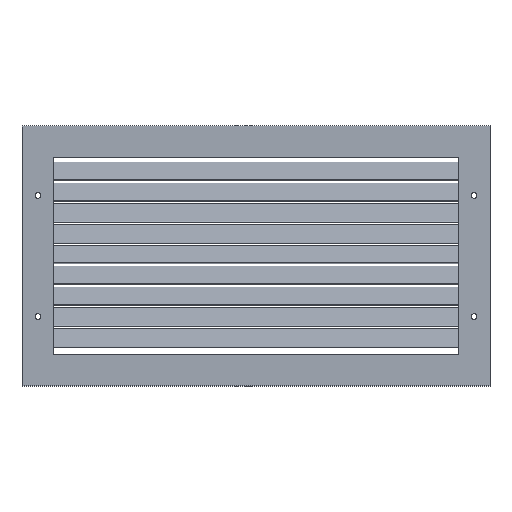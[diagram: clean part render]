
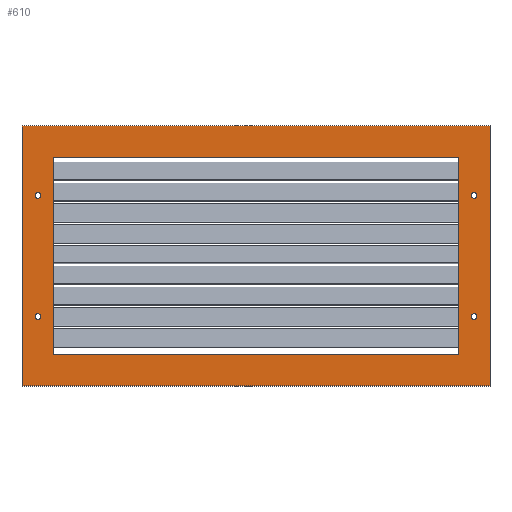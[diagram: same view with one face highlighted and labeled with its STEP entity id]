
A CAD part, top view. The second image highlights one B-rep face of the part: STEP entity #610.
In plain terms, the highlighted planar face has unit normal (0, 0, 1).
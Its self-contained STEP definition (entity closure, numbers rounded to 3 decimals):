
#5 = DIRECTION ( 'NONE',  ( 1., 0., 0. ) ) ;
#19 = EDGE_CURVE ( 'NONE', #93, #1527, #2198, .T. ) ;
#70 = AXIS2_PLACEMENT_3D ( 'NONE', #722, #1664, #5 ) ;
#75 = EDGE_LOOP ( 'NONE', ( #1483, #1063 ) ) ;
#92 = DIRECTION ( 'NONE',  ( 0., 0., 1. ) ) ;
#93 = VERTEX_POINT ( 'NONE', #957 ) ;
#115 = EDGE_CURVE ( 'NONE', #432, #1864, #660, .T. ) ;
#172 = DIRECTION ( 'NONE',  ( 1., 0., 0. ) ) ;
#178 = FACE_OUTER_BOUND ( 'NONE', #391, .T. ) ;
#179 = LINE ( 'NONE', #2309, #1217 ) ;
#189 = VERTEX_POINT ( 'NONE', #827 ) ;
#197 = DIRECTION ( 'NONE',  ( 0., -1., 0. ) ) ;
#201 = FACE_BOUND ( 'NONE', #1869, .T. ) ;
#209 = VERTEX_POINT ( 'NONE', #2262 ) ;
#256 = ORIENTED_EDGE ( 'NONE', *, *, #1129, .F. ) ;
#267 = EDGE_CURVE ( 'NONE', #905, #93, #1823, .T. ) ;
#291 = DIRECTION ( 'NONE',  ( 0., 0., 1. ) ) ;
#324 = CARTESIAN_POINT ( 'NONE',  ( 337.5, 187.5, 2. ) ) ;
#329 = DIRECTION ( 'NONE',  ( 1., 0., 0. ) ) ;
#352 = EDGE_CURVE ( 'NONE', #1699, #837, #915, .T. ) ;
#356 = VERTEX_POINT ( 'NONE', #1968 ) ;
#360 = EDGE_CURVE ( 'NONE', #189, #1699, #478, .T. ) ;
#364 = AXIS2_PLACEMENT_3D ( 'NONE', #1350, #291, #1561 ) ;
#391 = EDGE_LOOP ( 'NONE', ( #1108, #707, #487, #1251 ) ) ;
#415 = DIRECTION ( 'NONE',  ( 0., 0., 1. ) ) ;
#432 = VERTEX_POINT ( 'NONE', #748 ) ;
#443 = CARTESIAN_POINT ( 'NONE',  ( 337.5, -187.5, 2. ) ) ;
#478 = LINE ( 'NONE', #684, #950 ) ;
#479 = VECTOR ( 'NONE', #1977, 1000. ) ;
#487 = ORIENTED_EDGE ( 'NONE', *, *, #1167, .T. ) ;
#514 = CARTESIAN_POINT ( 'NONE',  ( -337.5, 187.5, 2. ) ) ;
#516 = DIRECTION ( 'NONE',  ( 0., 0., 1. ) ) ;
#546 = EDGE_CURVE ( 'NONE', #1864, #432, #2239, .T. ) ;
#569 = ORIENTED_EDGE ( 'NONE', *, *, #360, .F. ) ;
#574 = ORIENTED_EDGE ( 'NONE', *, *, #115, .F. ) ;
#586 = AXIS2_PLACEMENT_3D ( 'NONE', #2147, #516, #172 ) ;
#592 = EDGE_CURVE ( 'NONE', #356, #209, #1007, .T. ) ;
#595 = FACE_BOUND ( 'NONE', #75, .T. ) ;
#610 = ADVANCED_FACE ( 'NONE', ( #201, #699, #595, #2290, #178, #1187 ), #2330, .T. ) ;
#614 = AXIS2_PLACEMENT_3D ( 'NONE', #1789, #860, #1435 ) ;
#616 = CARTESIAN_POINT ( 'NONE',  ( 318.7, 87.5, 2. ) ) ;
#649 = LINE ( 'NONE', #1859, #2184 ) ;
#653 = VERTEX_POINT ( 'NONE', #863 ) ;
#660 = CIRCLE ( 'NONE', #1807, 4.2 ) ;
#661 = CARTESIAN_POINT ( 'NONE',  ( 314.5, -87.5, 2. ) ) ;
#680 = CARTESIAN_POINT ( 'NONE',  ( 310.3, 87.5, 2. ) ) ;
#681 = VERTEX_POINT ( 'NONE', #1994 ) ;
#682 = EDGE_CURVE ( 'NONE', #1053, #189, #1500, .T. ) ;
#684 = CARTESIAN_POINT ( 'NONE',  ( -292.5, -142.5, 2. ) ) ;
#699 = FACE_BOUND ( 'NONE', #1402, .T. ) ;
#707 = ORIENTED_EDGE ( 'NONE', *, *, #19, .T. ) ;
#712 = ORIENTED_EDGE ( 'NONE', *, *, #2281, .F. ) ;
#722 = CARTESIAN_POINT ( 'NONE',  ( -314.5, 87.5, 2. ) ) ;
#741 = CARTESIAN_POINT ( 'NONE',  ( -292.5, 142.5, 2. ) ) ;
#748 = CARTESIAN_POINT ( 'NONE',  ( 310.3, -87.5, 2. ) ) ;
#827 = CARTESIAN_POINT ( 'NONE',  ( -292.5, -142.5, 2. ) ) ;
#832 = DIRECTION ( 'NONE',  ( 0., 0., 1. ) ) ;
#837 = VERTEX_POINT ( 'NONE', #2034 ) ;
#853 = ORIENTED_EDGE ( 'NONE', *, *, #682, .F. ) ;
#857 = DIRECTION ( 'NONE',  ( 0., 1., 0. ) ) ;
#860 = DIRECTION ( 'NONE',  ( 0., 0., 1. ) ) ;
#863 = CARTESIAN_POINT ( 'NONE',  ( -310.3, 87.5, 2. ) ) ;
#866 = EDGE_CURVE ( 'NONE', #2195, #905, #649, .T. ) ;
#876 = EDGE_CURVE ( 'NONE', #2250, #1543, #1505, .T. ) ;
#896 = ORIENTED_EDGE ( 'NONE', *, *, #876, .F. ) ;
#905 = VERTEX_POINT ( 'NONE', #443 ) ;
#915 = LINE ( 'NONE', #1776, #1480 ) ;
#937 = DIRECTION ( 'NONE',  ( 1., 0., 0. ) ) ;
#950 = VECTOR ( 'NONE', #1488, 1000. ) ;
#957 = CARTESIAN_POINT ( 'NONE',  ( 337.5, 187.5, 2. ) ) ;
#974 = CIRCLE ( 'NONE', #70, 4.2 ) ;
#1007 = CIRCLE ( 'NONE', #586, 4.2 ) ;
#1040 = CARTESIAN_POINT ( 'NONE',  ( -337.5, 187.5, 2. ) ) ;
#1050 = ORIENTED_EDGE ( 'NONE', *, *, #1451, .F. ) ;
#1053 = VERTEX_POINT ( 'NONE', #1191 ) ;
#1063 = ORIENTED_EDGE ( 'NONE', *, *, #1355, .F. ) ;
#1108 = ORIENTED_EDGE ( 'NONE', *, *, #267, .T. ) ;
#1111 = AXIS2_PLACEMENT_3D ( 'NONE', #661, #832, #2113 ) ;
#1127 = CIRCLE ( 'NONE', #364, 4.2 ) ;
#1129 = EDGE_CURVE ( 'NONE', #653, #681, #2240, .T. ) ;
#1147 = CARTESIAN_POINT ( 'NONE',  ( 314.5, -87.5, 2. ) ) ;
#1167 = EDGE_CURVE ( 'NONE', #1527, #2195, #1222, .T. ) ;
#1187 = FACE_BOUND ( 'NONE', #1254, .T. ) ;
#1191 = CARTESIAN_POINT ( 'NONE',  ( -292.5, 142.5, 2. ) ) ;
#1217 = VECTOR ( 'NONE', #1758, 1000. ) ;
#1222 = LINE ( 'NONE', #514, #479 ) ;
#1232 = AXIS2_PLACEMENT_3D ( 'NONE', #1368, #2102, #2238 ) ;
#1249 = DIRECTION ( 'NONE',  ( 0., 1., 0. ) ) ;
#1250 = ORIENTED_EDGE ( 'NONE', *, *, #546, .F. ) ;
#1251 = ORIENTED_EDGE ( 'NONE', *, *, #866, .T. ) ;
#1254 = EDGE_LOOP ( 'NONE', ( #569, #853, #1050, #2123 ) ) ;
#1286 = AXIS2_PLACEMENT_3D ( 'NONE', #1341, #92, #1930 ) ;
#1316 = EDGE_CURVE ( 'NONE', #1543, #2250, #1386, .T. ) ;
#1319 = DIRECTION ( 'NONE',  ( 1., 0., 0. ) ) ;
#1329 = VECTOR ( 'NONE', #1249, 1000. ) ;
#1341 = CARTESIAN_POINT ( 'NONE',  ( 314.5, 87.5, 2. ) ) ;
#1350 = CARTESIAN_POINT ( 'NONE',  ( -314.5, -87.5, 2. ) ) ;
#1355 = EDGE_CURVE ( 'NONE', #209, #356, #1127, .T. ) ;
#1368 = CARTESIAN_POINT ( 'NONE',  ( 314.5, 87.5, 2. ) ) ;
#1386 = CIRCLE ( 'NONE', #1286, 4.2 ) ;
#1402 = EDGE_LOOP ( 'NONE', ( #1250, #574 ) ) ;
#1435 = DIRECTION ( 'NONE',  ( 1., 0., 0. ) ) ;
#1451 = EDGE_CURVE ( 'NONE', #837, #1053, #179, .T. ) ;
#1480 = VECTOR ( 'NONE', #857, 1000. ) ;
#1483 = ORIENTED_EDGE ( 'NONE', *, *, #592, .F. ) ;
#1488 = DIRECTION ( 'NONE',  ( 1., 0., 0. ) ) ;
#1500 = LINE ( 'NONE', #741, #1992 ) ;
#1505 = CIRCLE ( 'NONE', #1232, 4.2 ) ;
#1517 = ORIENTED_EDGE ( 'NONE', *, *, #1316, .F. ) ;
#1527 = VERTEX_POINT ( 'NONE', #1767 ) ;
#1543 = VERTEX_POINT ( 'NONE', #680 ) ;
#1561 = DIRECTION ( 'NONE',  ( 1., 0., 0. ) ) ;
#1589 = CARTESIAN_POINT ( 'NONE',  ( 0., 0., 2. ) ) ;
#1664 = DIRECTION ( 'NONE',  ( 0., 0., 1. ) ) ;
#1672 = CARTESIAN_POINT ( 'NONE',  ( -337.5, -187.5, 2. ) ) ;
#1699 = VERTEX_POINT ( 'NONE', #2023 ) ;
#1758 = DIRECTION ( 'NONE',  ( -1., 0., 0. ) ) ;
#1763 = EDGE_LOOP ( 'NONE', ( #256, #712 ) ) ;
#1767 = CARTESIAN_POINT ( 'NONE',  ( -337.5, 187.5, 2. ) ) ;
#1776 = CARTESIAN_POINT ( 'NONE',  ( 292.5, -142.5, 2. ) ) ;
#1784 = AXIS2_PLACEMENT_3D ( 'NONE', #1589, #1980, #329 ) ;
#1789 = CARTESIAN_POINT ( 'NONE',  ( -314.5, 87.5, 2. ) ) ;
#1807 = AXIS2_PLACEMENT_3D ( 'NONE', #1147, #415, #1319 ) ;
#1823 = LINE ( 'NONE', #324, #1329 ) ;
#1859 = CARTESIAN_POINT ( 'NONE',  ( -337.5, -187.5, 2. ) ) ;
#1864 = VERTEX_POINT ( 'NONE', #1901 ) ;
#1869 = EDGE_LOOP ( 'NONE', ( #896, #1517 ) ) ;
#1901 = CARTESIAN_POINT ( 'NONE',  ( 318.7, -87.5, 2. ) ) ;
#1930 = DIRECTION ( 'NONE',  ( 1., 0., 0. ) ) ;
#1947 = DIRECTION ( 'NONE',  ( -1., 0., 0. ) ) ;
#1968 = CARTESIAN_POINT ( 'NONE',  ( -310.3, -87.5, 2. ) ) ;
#1977 = DIRECTION ( 'NONE',  ( 0., -1., 0. ) ) ;
#1980 = DIRECTION ( 'NONE',  ( 0., 0., 1. ) ) ;
#1992 = VECTOR ( 'NONE', #197, 1000. ) ;
#1994 = CARTESIAN_POINT ( 'NONE',  ( -318.7, 87.5, 2. ) ) ;
#2023 = CARTESIAN_POINT ( 'NONE',  ( 292.5, -142.5, 2. ) ) ;
#2034 = CARTESIAN_POINT ( 'NONE',  ( 292.5, 142.5, 2. ) ) ;
#2102 = DIRECTION ( 'NONE',  ( 0., 0., 1. ) ) ;
#2113 = DIRECTION ( 'NONE',  ( 1., 0., 0. ) ) ;
#2123 = ORIENTED_EDGE ( 'NONE', *, *, #352, .F. ) ;
#2147 = CARTESIAN_POINT ( 'NONE',  ( -314.5, -87.5, 2. ) ) ;
#2184 = VECTOR ( 'NONE', #937, 1000. ) ;
#2195 = VERTEX_POINT ( 'NONE', #1672 ) ;
#2198 = LINE ( 'NONE', #1040, #2251 ) ;
#2238 = DIRECTION ( 'NONE',  ( 1., 0., 0. ) ) ;
#2239 = CIRCLE ( 'NONE', #1111, 4.2 ) ;
#2240 = CIRCLE ( 'NONE', #614, 4.2 ) ;
#2250 = VERTEX_POINT ( 'NONE', #616 ) ;
#2251 = VECTOR ( 'NONE', #1947, 1000. ) ;
#2262 = CARTESIAN_POINT ( 'NONE',  ( -318.7, -87.5, 2. ) ) ;
#2281 = EDGE_CURVE ( 'NONE', #681, #653, #974, .T. ) ;
#2290 = FACE_BOUND ( 'NONE', #1763, .T. ) ;
#2309 = CARTESIAN_POINT ( 'NONE',  ( 292.5, 142.5, 2. ) ) ;
#2330 = PLANE ( 'NONE',  #1784 ) ;
